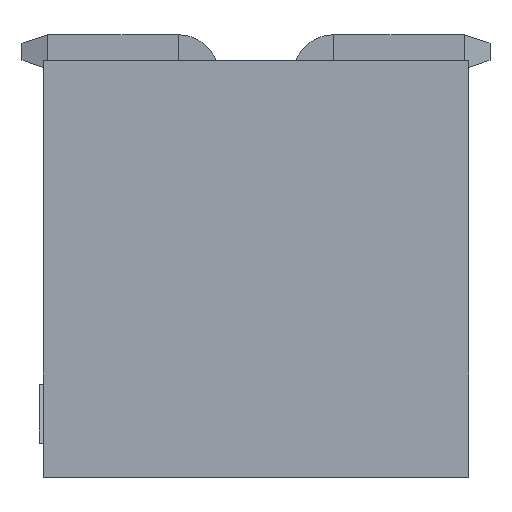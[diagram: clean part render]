
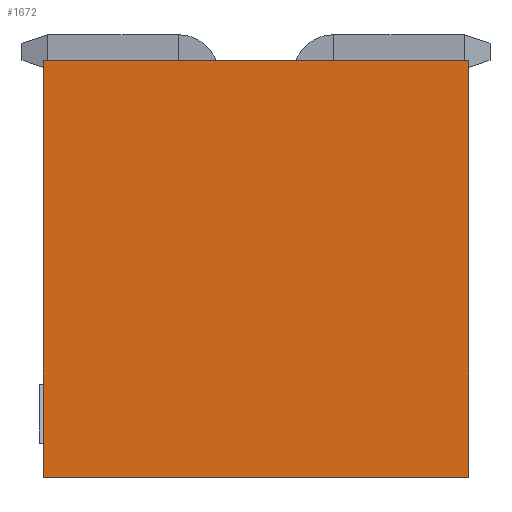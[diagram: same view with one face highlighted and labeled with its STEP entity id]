
A CAD part, front view. The second image highlights one B-rep face of the part: STEP entity #1672.
In plain terms, the highlighted planar face has unit normal (0, -1, 0).
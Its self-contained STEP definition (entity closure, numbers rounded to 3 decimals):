
#17=DIRECTION('',(1.,0.,0.));
#18=VECTOR('',#17,5.);
#19=CARTESIAN_POINT('',(-2.5,-6.35,-2.45));
#20=LINE('',#19,#18);
#353=DIRECTION('',(0.,0.,-1.));
#354=VECTOR('',#353,4.9);
#355=CARTESIAN_POINT('',(-2.5,-6.35,2.45));
#356=LINE('',#355,#354);
#421=DIRECTION('',(0.,0.,1.));
#422=VECTOR('',#421,4.9);
#423=CARTESIAN_POINT('',(2.5,-6.35,-2.45));
#424=LINE('',#423,#422);
#489=DIRECTION('',(-1.,0.,0.));
#490=VECTOR('',#489,5.);
#491=CARTESIAN_POINT('',(2.5,-6.35,2.45));
#492=LINE('',#491,#490);
#1265=CARTESIAN_POINT('',(-2.5,-6.35,2.45));
#1266=CARTESIAN_POINT('',(-2.5,-6.35,-2.45));
#1267=VERTEX_POINT('',#1265);
#1268=VERTEX_POINT('',#1266);
#1269=CARTESIAN_POINT('',(2.5,-6.35,2.45));
#1270=VERTEX_POINT('',#1269);
#1271=CARTESIAN_POINT('',(2.5,-6.35,-2.45));
#1272=VERTEX_POINT('',#1271);
#1657=CARTESIAN_POINT('',(0.,-6.35,0.));
#1658=DIRECTION('',(0.,1.,0.));
#1659=DIRECTION('',(1.,0.,0.));
#1660=AXIS2_PLACEMENT_3D('',#1657,#1658,#1659);
#1661=PLANE('',#1660);
#1663=ORIENTED_EDGE('',*,*,#1662,.F.);
#1665=ORIENTED_EDGE('',*,*,#1664,.F.);
#1667=ORIENTED_EDGE('',*,*,#1666,.F.);
#1669=ORIENTED_EDGE('',*,*,#1668,.F.);
#1670=EDGE_LOOP('',(#1663,#1665,#1667,#1669));
#1671=FACE_OUTER_BOUND('',#1670,.F.);
#1672=ADVANCED_FACE('',(#1671),#1661,.F.);
#1662=EDGE_CURVE('',#1268,#1272,#20,.T.);
#1664=EDGE_CURVE('',#1267,#1268,#356,.T.);
#1666=EDGE_CURVE('',#1270,#1267,#492,.T.);
#1668=EDGE_CURVE('',#1272,#1270,#424,.T.);
